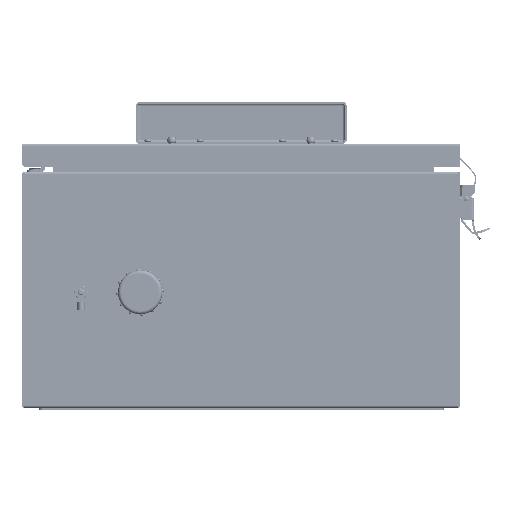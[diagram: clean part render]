
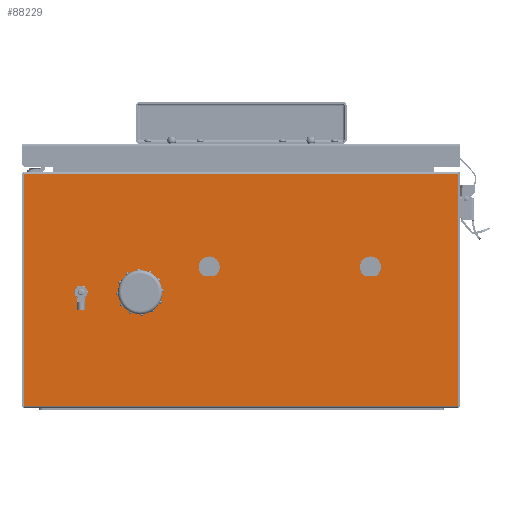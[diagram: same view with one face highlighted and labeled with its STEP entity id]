
A CAD part, front view. The second image highlights one B-rep face of the part: STEP entity #88229.
In plain terms, the highlighted planar face has unit normal (0, -1, 0).
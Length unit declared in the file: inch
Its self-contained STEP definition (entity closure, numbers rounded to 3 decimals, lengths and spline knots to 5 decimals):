
#849 = VECTOR ( 'NONE', #15131, 39.37008 ) ;
#1499 = EDGE_CURVE ( 'NONE', #63195, #29241, #55549, .T. ) ;
#1831 = ORIENTED_EDGE ( 'NONE', *, *, #19744, .F. ) ;
#2288 = LINE ( 'NONE', #6066, #36646 ) ;
#2476 = CARTESIAN_POINT ( 'NONE',  ( -6.435, -7.25, 0. ) ) ;
#2543 = DIRECTION ( 'NONE',  ( 0., 0., -1. ) ) ;
#2749 = FACE_BOUND ( 'NONE', #21623, .T. ) ;
#3124 = EDGE_CURVE ( 'NONE', #15293, #72117, #56166, .T. ) ;
#5796 = ORIENTED_EDGE ( 'NONE', *, *, #9778, .F. ) ;
#6066 = CARTESIAN_POINT ( 'NONE',  ( -0.78518, -7.25, 3.8495 ) ) ;
#6230 = VECTOR ( 'NONE', #48424, 39.37008 ) ;
#7354 = LINE ( 'NONE', #43916, #849 ) ;
#8303 = AXIS2_PLACEMENT_3D ( 'NONE', #24467, #31924, #73339 ) ;
#9778 = EDGE_CURVE ( 'NONE', #32288, #31099, #84330, .T. ) ;
#12275 = CARTESIAN_POINT ( 'NONE',  ( 3.99482, -7.25, 3.8495 ) ) ;
#12583 = AXIS2_PLACEMENT_3D ( 'NONE', #53515, #32238, #18175 ) ;
#13209 = ORIENTED_EDGE ( 'NONE', *, *, #13793, .F. ) ;
#13793 = EDGE_CURVE ( 'NONE', #81964, #32288, #77058, .T. ) ;
#15131 = DIRECTION ( 'NONE',  ( 1., 0., 0. ) ) ;
#15293 = VERTEX_POINT ( 'NONE', #68194 ) ;
#16333 = AXIS2_PLACEMENT_3D ( 'NONE', #60335, #66343, #79751 ) ;
#16485 = EDGE_CURVE ( 'NONE', #31099, #33902, #82349, .T. ) ;
#18175 = DIRECTION ( 'NONE',  ( 0., 0., 1. ) ) ;
#18556 = DIRECTION ( 'NONE',  ( 0., -1., 0. ) ) ;
#19221 = CARTESIAN_POINT ( 'NONE',  ( -4.75, -7.25, 3.263 ) ) ;
#19744 = EDGE_CURVE ( 'NONE', #87936, #23648, #69983, .T. ) ;
#21623 = EDGE_LOOP ( 'NONE', ( #1831, #55106 ) ) ;
#21966 = CARTESIAN_POINT ( 'NONE',  ( 6.435, -7.25, 0.005 ) ) ;
#22334 = VECTOR ( 'NONE', #77734, 39.37008 ) ;
#23648 = VERTEX_POINT ( 'NONE', #28010 ) ;
#23881 = EDGE_CURVE ( 'NONE', #33902, #81964, #30495, .T. ) ;
#24204 = FACE_BOUND ( 'NONE', #62898, .T. ) ;
#24467 = CARTESIAN_POINT ( 'NONE',  ( -3., -7.25, 3.365 ) ) ;
#27910 = EDGE_LOOP ( 'NONE', ( #13209, #58480, #38283, #5796 ) ) ;
#27925 = CIRCLE ( 'NONE', #16333, 0.445 ) ;
#28010 = CARTESIAN_POINT ( 'NONE',  ( -3., -7.25, 3.81 ) ) ;
#28421 = CARTESIAN_POINT ( 'NONE',  ( -1.11482, -7.25, 3.8495 ) ) ;
#28868 = ORIENTED_EDGE ( 'NONE', *, *, #72958, .F. ) ;
#29241 = VERTEX_POINT ( 'NONE', #28421 ) ;
#30495 = LINE ( 'NONE', #21966, #71308 ) ;
#31078 = EDGE_LOOP ( 'NONE', ( #36016, #50788 ) ) ;
#31099 = VERTEX_POINT ( 'NONE', #57484 ) ;
#31497 = VERTEX_POINT ( 'NONE', #12275 ) ;
#31924 = DIRECTION ( 'NONE',  ( 0., -1., 0. ) ) ;
#32238 = DIRECTION ( 'NONE',  ( 0., 1., 0. ) ) ;
#32288 = VERTEX_POINT ( 'NONE', #81997 ) ;
#33902 = VERTEX_POINT ( 'NONE', #66766 ) ;
#34340 = CARTESIAN_POINT ( 'NONE',  ( -4.75, -7.25, 3.365 ) ) ;
#35123 = EDGE_CURVE ( 'NONE', #23648, #87936, #27925, .T. ) ;
#35238 = DIRECTION ( 'NONE',  ( 0., -1., 0. ) ) ;
#36016 = ORIENTED_EDGE ( 'NONE', *, *, #86607, .F. ) ;
#36646 = VECTOR ( 'NONE', #61595, 39.37008 ) ;
#36833 = AXIS2_PLACEMENT_3D ( 'NONE', #37914, #59832, #52565 ) ;
#37914 = CARTESIAN_POINT ( 'NONE',  ( 3.83, -7.25, 4.115 ) ) ;
#38283 = ORIENTED_EDGE ( 'NONE', *, *, #16485, .F. ) ;
#41379 = CARTESIAN_POINT ( 'NONE',  ( 3.66518, -7.25, 3.8495 ) ) ;
#42670 = CARTESIAN_POINT ( 'NONE',  ( -0.78518, -7.25, 3.8495 ) ) ;
#42748 = CARTESIAN_POINT ( 'NONE',  ( 0., -7.25, 6.875 ) ) ;
#43916 = CARTESIAN_POINT ( 'NONE',  ( 3.66518, -7.25, 3.8495 ) ) ;
#45219 = ORIENTED_EDGE ( 'NONE', *, *, #78602, .F. ) ;
#46978 = CARTESIAN_POINT ( 'NONE',  ( -3., -7.25, 2.92 ) ) ;
#47096 = EDGE_LOOP ( 'NONE', ( #28868, #80195 ) ) ;
#48424 = DIRECTION ( 'NONE',  ( 0., 0., -1. ) ) ;
#48833 = AXIS2_PLACEMENT_3D ( 'NONE', #59658, #18556, #53863 ) ;
#49012 = DIRECTION ( 'NONE',  ( 1., 0., 0. ) ) ;
#50508 = DIRECTION ( 'NONE',  ( 0., -1., 0. ) ) ;
#50788 = ORIENTED_EDGE ( 'NONE', *, *, #84660, .F. ) ;
#51709 = CARTESIAN_POINT ( 'NONE',  ( -6.435, -7.25, 0.005 ) ) ;
#52565 = DIRECTION ( 'NONE',  ( 0., 0., -1. ) ) ;
#53515 = CARTESIAN_POINT ( 'NONE',  ( 0., -7.25, 0. ) ) ;
#53863 = DIRECTION ( 'NONE',  ( 0., 0., -1. ) ) ;
#55106 = ORIENTED_EDGE ( 'NONE', *, *, #35123, .F. ) ;
#55549 = CIRCLE ( 'NONE', #48833, 0.3125 ) ;
#56166 = CIRCLE ( 'NONE', #63984, 0.102 ) ;
#56349 = FACE_BOUND ( 'NONE', #31078, .T. ) ;
#56468 = VECTOR ( 'NONE', #49012, 39.37008 ) ;
#57311 = DIRECTION ( 'NONE',  ( -1., 0., 0. ) ) ;
#57484 = CARTESIAN_POINT ( 'NONE',  ( 6.435, -7.25, 6.875 ) ) ;
#58480 = ORIENTED_EDGE ( 'NONE', *, *, #23881, .F. ) ;
#59330 = CIRCLE ( 'NONE', #36833, 0.3125 ) ;
#59658 = CARTESIAN_POINT ( 'NONE',  ( -0.95, -7.25, 4.115 ) ) ;
#59832 = DIRECTION ( 'NONE',  ( 0., -1., 0. ) ) ;
#60335 = CARTESIAN_POINT ( 'NONE',  ( -3., -7.25, 3.365 ) ) ;
#61311 = CIRCLE ( 'NONE', #76599, 0.102 ) ;
#61595 = DIRECTION ( 'NONE',  ( 1., 0., 0. ) ) ;
#62898 = EDGE_LOOP ( 'NONE', ( #45219, #82311 ) ) ;
#63195 = VERTEX_POINT ( 'NONE', #42670 ) ;
#63984 = AXIS2_PLACEMENT_3D ( 'NONE', #77504, #50508, #2543 ) ;
#66343 = DIRECTION ( 'NONE',  ( 0., -1., 0. ) ) ;
#66469 = VERTEX_POINT ( 'NONE', #41379 ) ;
#66766 = CARTESIAN_POINT ( 'NONE',  ( 6.435, -7.25, 0.005 ) ) ;
#67981 = CARTESIAN_POINT ( 'NONE',  ( 6.435, -7.25, 0. ) ) ;
#68194 = CARTESIAN_POINT ( 'NONE',  ( -4.75, -7.25, 3.467 ) ) ;
#69354 = FACE_BOUND ( 'NONE', #47096, .T. ) ;
#69983 = CIRCLE ( 'NONE', #8303, 0.445 ) ;
#71308 = VECTOR ( 'NONE', #57311, 39.37008 ) ;
#72117 = VERTEX_POINT ( 'NONE', #19221 ) ;
#72958 = EDGE_CURVE ( 'NONE', #72117, #15293, #61311, .T. ) ;
#73339 = DIRECTION ( 'NONE',  ( 0., 0., -1. ) ) ;
#76599 = AXIS2_PLACEMENT_3D ( 'NONE', #34340, #35238, #88574 ) ;
#76772 = FACE_OUTER_BOUND ( 'NONE', #27910, .T. ) ;
#77058 = LINE ( 'NONE', #2476, #22334 ) ;
#77504 = CARTESIAN_POINT ( 'NONE',  ( -4.75, -7.25, 3.365 ) ) ;
#77734 = DIRECTION ( 'NONE',  ( 0., 0., 1. ) ) ;
#78602 = EDGE_CURVE ( 'NONE', #29241, #63195, #2288, .T. ) ;
#79751 = DIRECTION ( 'NONE',  ( 0., 0., -1. ) ) ;
#80195 = ORIENTED_EDGE ( 'NONE', *, *, #3124, .F. ) ;
#80813 = PLANE ( 'NONE',  #12583 ) ;
#81964 = VERTEX_POINT ( 'NONE', #51709 ) ;
#81997 = CARTESIAN_POINT ( 'NONE',  ( -6.435, -7.25, 6.875 ) ) ;
#82311 = ORIENTED_EDGE ( 'NONE', *, *, #1499, .F. ) ;
#82349 = LINE ( 'NONE', #67981, #6230 ) ;
#84330 = LINE ( 'NONE', #42748, #56468 ) ;
#84660 = EDGE_CURVE ( 'NONE', #31497, #66469, #59330, .T. ) ;
#86607 = EDGE_CURVE ( 'NONE', #66469, #31497, #7354, .T. ) ;
#87936 = VERTEX_POINT ( 'NONE', #46978 ) ;
#88229 = ADVANCED_FACE ( 'NONE', ( #24204, #56349, #2749, #69354, #76772 ), #80813, .F. ) ;
#88574 = DIRECTION ( 'NONE',  ( 0., 0., -1. ) ) ;
